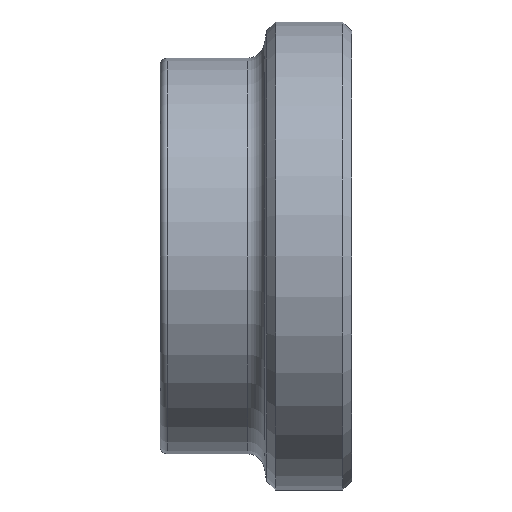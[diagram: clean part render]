
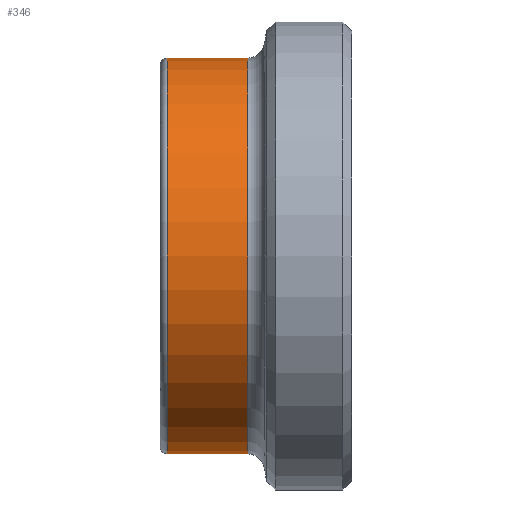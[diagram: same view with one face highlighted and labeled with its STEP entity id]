
A CAD part, front view. The second image highlights one B-rep face of the part: STEP entity #346.
In plain terms, the highlighted cylindrical face has radius 46.5 mm (diameter 93 mm), a full revolution.
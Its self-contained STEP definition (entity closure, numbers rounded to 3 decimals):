
#27=CYLINDRICAL_SURFACE('',#380,46.5);
#38=FACE_BOUND('',#100,.T.);
#68=FACE_OUTER_BOUND('',#99,.T.);
#99=EDGE_LOOP('',(#249));
#100=EDGE_LOOP('',(#250));
#157=CIRCLE('',#378,46.5);
#159=CIRCLE('',#381,46.5);
#187=VERTEX_POINT('',#561);
#189=VERTEX_POINT('',#566);
#217=EDGE_CURVE('',#187,#187,#157,.T.);
#219=EDGE_CURVE('',#189,#189,#159,.T.);
#249=ORIENTED_EDGE('',*,*,#219,.F.);
#250=ORIENTED_EDGE('',*,*,#217,.F.);
#346=ADVANCED_FACE('',(#68,#38),#27,.T.);
#378=AXIS2_PLACEMENT_3D('',#562,#441,#442);
#380=AXIS2_PLACEMENT_3D('',#565,#445,#446);
#381=AXIS2_PLACEMENT_3D('',#567,#447,#448);
#441=DIRECTION('center_axis',(1.,0.,0.));
#442=DIRECTION('ref_axis',(0.,-1.,0.));
#445=DIRECTION('center_axis',(1.,0.,0.));
#446=DIRECTION('ref_axis',(0.,1.,0.));
#447=DIRECTION('center_axis',(-1.,0.,0.));
#448=DIRECTION('ref_axis',(0.,-1.,0.));
#561=CARTESIAN_POINT('',(-24.485,46.5,0.));
#562=CARTESIAN_POINT('Origin',(-24.485,0.,0.));
#565=CARTESIAN_POINT('Origin',(-33.064,0.,0.));
#566=CARTESIAN_POINT('',(-43.4,46.5,0.));
#567=CARTESIAN_POINT('Origin',(-43.4,0.,0.));
